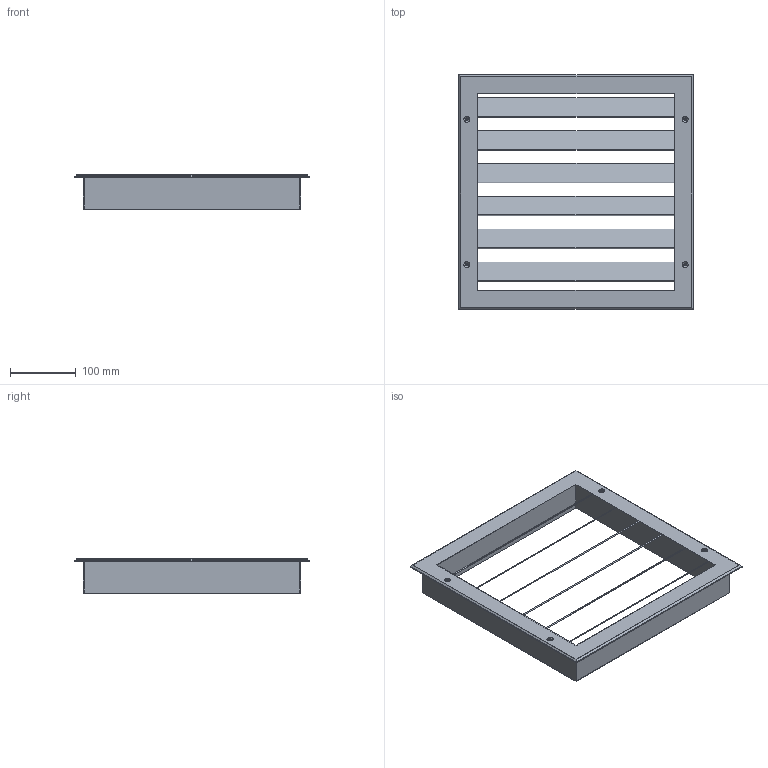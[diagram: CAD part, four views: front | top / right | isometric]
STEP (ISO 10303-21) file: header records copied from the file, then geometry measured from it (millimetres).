
FILE_DESCRIPTION (( 'STEP AP214' ), '1' );
FILE_NAME ('MLZ-30.STEP', '2022-10-12T16:45:13', ( '' ), ( '' ), 'SwSTEP 2.0', 'SolidWorks 2021', '' );
FILE_SCHEMA (( 'AUTOMOTIVE_DESIGN' ));
Length unit declared in the file: millimetre
Products named in the file (1): MLZ-30
Bounding box: 357 x 357 x 52 mm (x, y, z)
Volume: 277851.7 mm3; surface area: 490728.6 mm2
Topology: 2 solids, 2 shells, 117 faces, 318 edges, 200 vertices
Faces by surface type: plane 59, cylinder 42, cone 16
Entity records: 3783 total; most frequent: DIRECTION 666, CARTESIAN_POINT 636, ORIENTED_EDGE 636, EDGE_CURVE 318, AXIS2_PLACEMENT_3D 230, VECTOR 206, LINE 206, VERTEX_POINT 200
